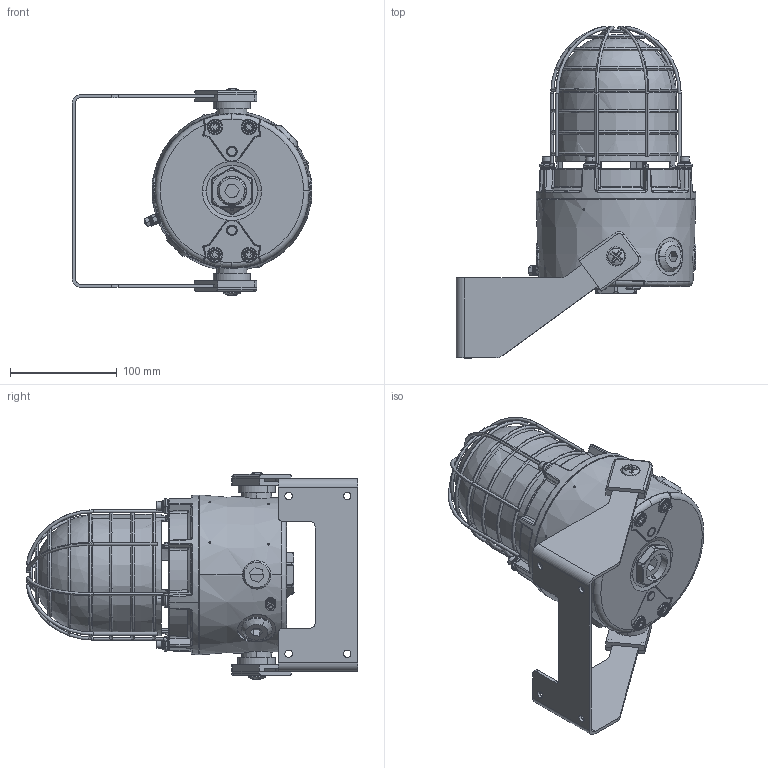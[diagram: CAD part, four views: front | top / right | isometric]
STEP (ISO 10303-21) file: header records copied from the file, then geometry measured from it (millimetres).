
FILE_DESCRIPTION (( 'STEP AP214' ), '1' );
FILE_NAME ('D191-05-211-3D_Issue_1.STEP', '2018-11-14T10:37:39', ( 'User' ), ( '' ), 'SwSTEP 2.0', 'SolidWorks 2018', '' );
FILE_SCHEMA (( 'AUTOMOTIVE_DESIGN' ));
Length unit declared in the file: millimetre
Products named in the file (22): SCNUTM5A4; D156-65-002-3D_Issue_C_Default<As Machined>; D191-55-251-3D_Issue_3-defeature_Machined; SPA0B - 34 INCH_NPT STOPPING PLUG; SPMHSM20; SCSSM4X6SSA4_blank no thread; SCSSM8X30P_No thread cut; D3603_GREY; WASGM8A4; SCHXSKTM5X16A4; assemble bracket 1; D191-55-285-3D_Issue_3; rathet housing assy; D191-55-201-3D_Issue_6-defeature_2D Machining; D2411-3D_Issue_A; D2410-3D_Issue_B; D191-66-101-3D_Issue_2; D191-05-211-3D_Issue_1; b2 plastic lens; WASGM5A4; WAM5A4; SCSTUDM5A4_blank no thread
Assembly tree (47 placements, depth 4):
  D191-05-211-3D_Issue_1
    D191-55-201-3D_Issue_6-defeature_2D Machining
    D191-55-285-3D_Issue_3  x2
    SCHXSKTM5X16A4  x8
    D3603_GREY  x2
    SCSSM8X30P_No thread cut  x2
    SCSSM4X6SSA4_blank no thread
    SPMHSM20  x2
    SPA0B - 34 INCH_NPT STOPPING PLUG  x3
    D191-55-251-3D_Issue_3-defeature_Machined
    D156-65-002-3D_Issue_C_Default<As Machined>
    SCNUTM5A4  x2
    SCSTUDM5A4_blank no thread
    WAM5A4  x7
    WASGM5A4  x6
    b2 plastic lens
    assemble bracket 1
      D191-66-101-3D_Issue_2
      rathet housing assy  x2
        D2410-3D_Issue_B
        D2411-3D_Issue_A
    WASGM8A4
Bounding box: 225 x 311.48 x 194.19 mm (x, y, z)
Volume: 2044953.1 mm3; surface area: 364298.5 mm2
Topology: 61 solids, 63 shells, 2163 faces, 5013 edges, 2991 vertices
Faces by surface type: plane 590, cylinder 498, torus 451, cone 314, bspline 254, sphere 56
Entity records: 59564 total; most frequent: CARTESIAN_POINT 19523, DIRECTION 7156, ORIENTED_EDGE 6892, EDGE_CURVE 3446, AXIS2_PLACEMENT_3D 3099, VERTEX_POINT 2066, CIRCLE 1766, EDGE_LOOP 1608
